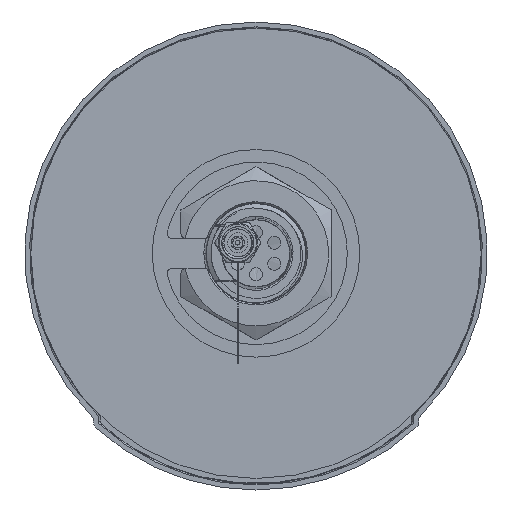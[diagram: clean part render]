
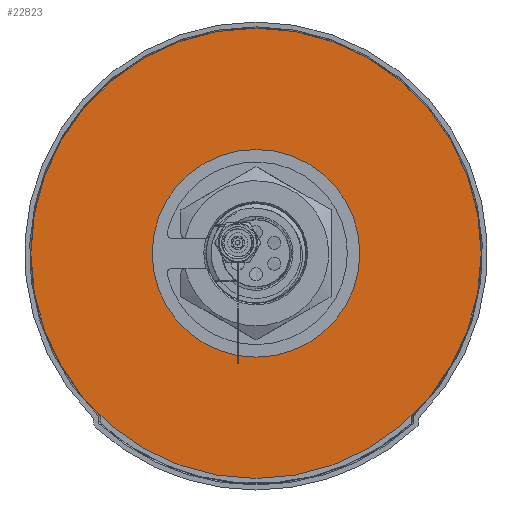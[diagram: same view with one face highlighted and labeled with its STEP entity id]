
A CAD part, front view. The second image highlights one B-rep face of the part: STEP entity #22823.
In plain terms, the highlighted planar face has unit normal (0, -1, 0).
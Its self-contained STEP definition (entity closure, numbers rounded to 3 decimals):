
#258 = EDGE_CURVE ( 'NONE', #6371, #28410, #7481, .T. ) ;
#909 = DIRECTION ( 'NONE',  ( 0., 1., 0. ) ) ;
#2008 = CIRCLE ( 'NONE', #28411, 45. ) ;
#2112 = ORIENTED_EDGE ( 'NONE', *, *, #6991, .T. ) ;
#3130 = DIRECTION ( 'NONE',  ( 0., 1., 0. ) ) ;
#3607 = AXIS2_PLACEMENT_3D ( 'NONE', #6622, #11845, #28048 ) ;
#6371 = VERTEX_POINT ( 'NONE', #18100 ) ;
#6622 = CARTESIAN_POINT ( 'NONE',  ( 0., -2., 0. ) ) ;
#6708 = FACE_OUTER_BOUND ( 'NONE', #31528, .T. ) ;
#6991 = EDGE_CURVE ( 'NONE', #18815, #8388, #33036, .T. ) ;
#7481 = CIRCLE ( 'NONE', #14683, 45. ) ;
#7995 = ORIENTED_EDGE ( 'NONE', *, *, #34196, .F. ) ;
#8388 = VERTEX_POINT ( 'NONE', #14686 ) ;
#9754 = PLANE ( 'NONE',  #19416 ) ;
#11063 = CARTESIAN_POINT ( 'NONE',  ( 0., -2., 0. ) ) ;
#11845 = DIRECTION ( 'NONE',  ( 0., 1., 0. ) ) ;
#13011 = CARTESIAN_POINT ( 'NONE',  ( 0., -2., 45. ) ) ;
#14683 = AXIS2_PLACEMENT_3D ( 'NONE', #20859, #15551, #26011 ) ;
#14686 = CARTESIAN_POINT ( 'NONE',  ( 0., -2., -20.75 ) ) ;
#14925 = DIRECTION ( 'NONE',  ( 1., 0., 0. ) ) ;
#15551 = DIRECTION ( 'NONE',  ( 0., 1., 0. ) ) ;
#17318 = DIRECTION ( 'NONE',  ( 0., 1., 0. ) ) ;
#18100 = CARTESIAN_POINT ( 'NONE',  ( 0., -2., -45. ) ) ;
#18815 = VERTEX_POINT ( 'NONE', #20444 ) ;
#19225 = ORIENTED_EDGE ( 'NONE', *, *, #27852, .T. ) ;
#19416 = AXIS2_PLACEMENT_3D ( 'NONE', #28051, #17318, #14925 ) ;
#19704 = EDGE_LOOP ( 'NONE', ( #19225, #2112 ) ) ;
#19928 = FACE_BOUND ( 'NONE', #19704, .T. ) ;
#20444 = CARTESIAN_POINT ( 'NONE',  ( 0., -2., 20.75 ) ) ;
#20859 = CARTESIAN_POINT ( 'NONE',  ( 0., -2., 0. ) ) ;
#21084 = CIRCLE ( 'NONE', #29652, 20.75 ) ;
#21601 = DIRECTION ( 'NONE',  ( 0., 0., 1. ) ) ;
#22693 = ORIENTED_EDGE ( 'NONE', *, *, #258, .F. ) ;
#22823 = ADVANCED_FACE ( 'NONE', ( #6708, #19928 ), #9754, .F. ) ;
#26011 = DIRECTION ( 'NONE',  ( 0., 0., 1. ) ) ;
#27275 = DIRECTION ( 'NONE',  ( 0., 0., 1. ) ) ;
#27852 = EDGE_CURVE ( 'NONE', #8388, #18815, #21084, .T. ) ;
#28048 = DIRECTION ( 'NONE',  ( 0., 0., 1. ) ) ;
#28051 = CARTESIAN_POINT ( 'NONE',  ( 0., -2., 0. ) ) ;
#28410 = VERTEX_POINT ( 'NONE', #13011 ) ;
#28411 = AXIS2_PLACEMENT_3D ( 'NONE', #11063, #909, #27275 ) ;
#29652 = AXIS2_PLACEMENT_3D ( 'NONE', #32505, #3130, #21601 ) ;
#31528 = EDGE_LOOP ( 'NONE', ( #22693, #7995 ) ) ;
#32505 = CARTESIAN_POINT ( 'NONE',  ( 0., -2., 0. ) ) ;
#33036 = CIRCLE ( 'NONE', #3607, 20.75 ) ;
#34196 = EDGE_CURVE ( 'NONE', #28410, #6371, #2008, .T. ) ;
